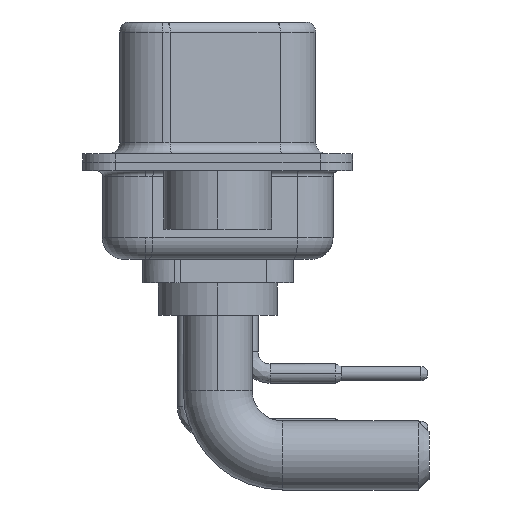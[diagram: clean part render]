
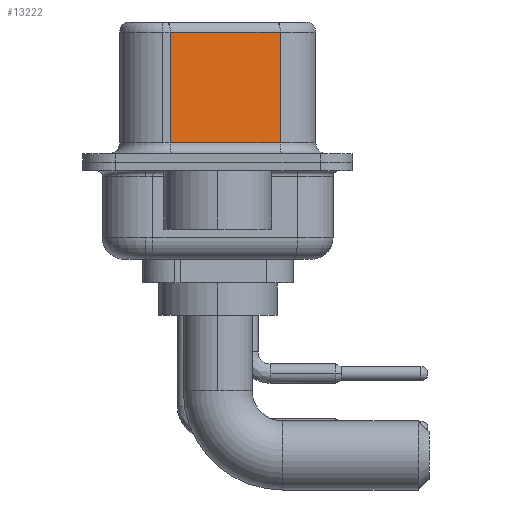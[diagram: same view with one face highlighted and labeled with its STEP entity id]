
A CAD part, left-side view. The second image highlights one B-rep face of the part: STEP entity #13222.
In plain terms, the highlighted planar face has unit normal (-0.985, -0.174, 0).
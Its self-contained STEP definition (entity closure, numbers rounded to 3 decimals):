
#667 = DIRECTION ( 'NONE',  ( 0.985, 0.174, 0. ) ) ;
#910 = PLANE ( 'NONE',  #19668 ) ;
#1002 = DIRECTION ( 'NONE',  ( 0., 0., -1. ) ) ;
#1713 = LINE ( 'NONE', #9399, #17465 ) ;
#2434 = CARTESIAN_POINT ( 'NONE',  ( 3.68, 2.203, 6.02 ) ) ;
#3141 = CARTESIAN_POINT ( 'NONE',  ( 4.58, -2.897, 6.02 ) ) ;
#3805 = EDGE_CURVE ( 'NONE', #7484, #5360, #12433, .T. ) ;
#4499 = EDGE_CURVE ( 'NONE', #23443, #7484, #8109, .T. ) ;
#4881 = FACE_OUTER_BOUND ( 'NONE', #21508, .T. ) ;
#5360 = VERTEX_POINT ( 'NONE', #9772 ) ;
#5912 = DIRECTION ( 'NONE',  ( 0.174, -0.985, 0. ) ) ;
#6246 = CARTESIAN_POINT ( 'NONE',  ( 4.58, -2.897, 6.52 ) ) ;
#6699 = DIRECTION ( 'NONE',  ( 0., 0., -1. ) ) ;
#6840 = CARTESIAN_POINT ( 'NONE',  ( 4.58, -2.897, 6.52 ) ) ;
#7484 = VERTEX_POINT ( 'NONE', #2434 ) ;
#8109 = LINE ( 'NONE', #8238, #15447 ) ;
#8238 = CARTESIAN_POINT ( 'NONE',  ( 4.58, -2.897, 6.02 ) ) ;
#8821 = CARTESIAN_POINT ( 'NONE',  ( 3.68, 2.203, 6.52 ) ) ;
#9399 = CARTESIAN_POINT ( 'NONE',  ( 4.58, -2.897, 0.9 ) ) ;
#9612 = EDGE_CURVE ( 'NONE', #23443, #22641, #16391, .T. ) ;
#9772 = CARTESIAN_POINT ( 'NONE',  ( 3.68, 2.203, 0.9 ) ) ;
#9842 = ORIENTED_EDGE ( 'NONE', *, *, #3805, .T. ) ;
#12325 = CARTESIAN_POINT ( 'NONE',  ( 4.58, -2.897, 0.9 ) ) ;
#12433 = LINE ( 'NONE', #8821, #24536 ) ;
#13222 = ADVANCED_FACE ( 'NONE', ( #4881 ), #910, .F. ) ;
#13811 = DIRECTION ( 'NONE',  ( -0.174, 0.985, 0. ) ) ;
#14436 = VECTOR ( 'NONE', #1002, 1000. ) ;
#15447 = VECTOR ( 'NONE', #13811, 1000. ) ;
#15739 = EDGE_CURVE ( 'NONE', #5360, #22641, #1713, .T. ) ;
#15938 = DIRECTION ( 'NONE',  ( -0.174, 0.985, 0. ) ) ;
#16391 = LINE ( 'NONE', #6840, #14436 ) ;
#17326 = ORIENTED_EDGE ( 'NONE', *, *, #4499, .T. ) ;
#17465 = VECTOR ( 'NONE', #5912, 1000. ) ;
#19668 = AXIS2_PLACEMENT_3D ( 'NONE', #6246, #667, #15938 ) ;
#21508 = EDGE_LOOP ( 'NONE', ( #24408, #17326, #9842, #21942 ) ) ;
#21942 = ORIENTED_EDGE ( 'NONE', *, *, #15739, .T. ) ;
#22641 = VERTEX_POINT ( 'NONE', #12325 ) ;
#23443 = VERTEX_POINT ( 'NONE', #3141 ) ;
#24408 = ORIENTED_EDGE ( 'NONE', *, *, #9612, .F. ) ;
#24536 = VECTOR ( 'NONE', #6699, 1000. ) ;
